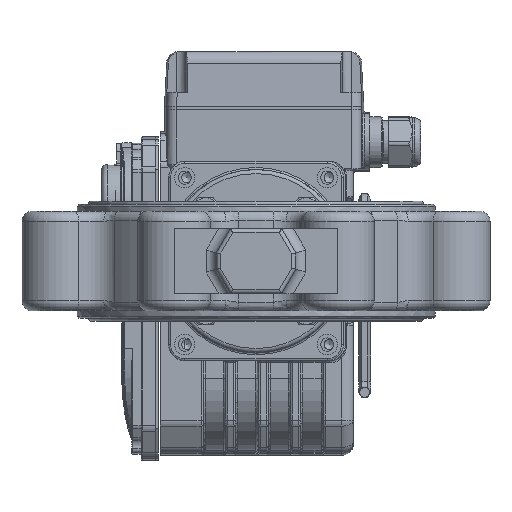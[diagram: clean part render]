
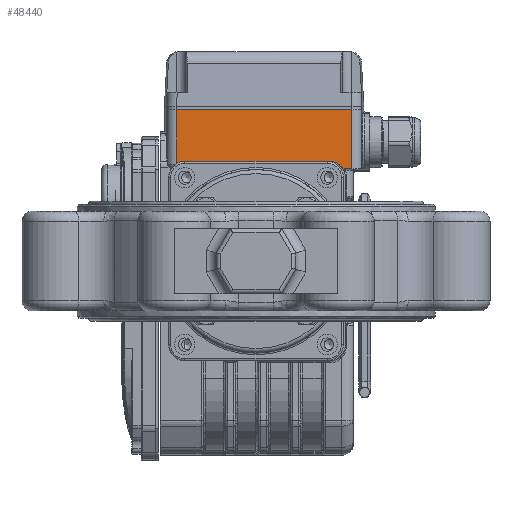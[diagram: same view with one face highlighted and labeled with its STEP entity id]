
A CAD part, front view. The second image highlights one B-rep face of the part: STEP entity #48440.
In plain terms, the highlighted face is planar.
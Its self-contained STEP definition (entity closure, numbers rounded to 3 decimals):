
#3919=LINE('',#81503,#7677);
#4269=LINE('',#83138,#8027);
#4271=LINE('',#83147,#8029);
#4272=LINE('',#83151,#8030);
#4273=LINE('',#83154,#8031);
#4274=LINE('',#83155,#8032);
#7677=VECTOR('',#59791,1000.);
#8027=VECTOR('',#61421,1000.);
#8029=VECTOR('',#61429,1000.);
#8030=VECTOR('',#61432,1000.);
#8031=VECTOR('',#61435,1000.);
#8032=VECTOR('',#61436,1000.);
#15656=ORIENTED_EDGE('',*,*,#27599,.T.);
#15657=ORIENTED_EDGE('',*,*,#26851,.T.);
#15658=ORIENTED_EDGE('',*,*,#27600,.T.);
#15659=ORIENTED_EDGE('',*,*,#27601,.T.);
#15660=ORIENTED_EDGE('',*,*,#27602,.T.);
#15661=ORIENTED_EDGE('',*,*,#26702,.T.);
#15662=ORIENTED_EDGE('',*,*,#27603,.F.);
#15663=ORIENTED_EDGE('',*,*,#27595,.F.);
#15664=ORIENTED_EDGE('',*,*,#27604,.T.);
#26702=EDGE_CURVE('',#33242,#33243,#37409,.T.);
#26851=EDGE_CURVE('',#33340,#33338,#3919,.T.);
#27595=EDGE_CURVE('',#33817,#33818,#4269,.T.);
#27599=EDGE_CURVE('',#33821,#33340,#4271,.T.);
#27600=EDGE_CURVE('',#33338,#33822,#37815,.T.);
#27601=EDGE_CURVE('',#33822,#33823,#4272,.T.);
#27602=EDGE_CURVE('',#33823,#33242,#37816,.T.);
#27603=EDGE_CURVE('',#33818,#33243,#4273,.T.);
#27604=EDGE_CURVE('',#33817,#33821,#4274,.T.);
#33242=VERTEX_POINT('',#80610);
#33243=VERTEX_POINT('',#80611);
#33338=VERTEX_POINT('',#81501);
#33340=VERTEX_POINT('',#81504);
#33817=VERTEX_POINT('',#83139);
#33818=VERTEX_POINT('',#83140);
#33821=VERTEX_POINT('',#83148);
#33822=VERTEX_POINT('',#83150);
#33823=VERTEX_POINT('',#83152);
#37409=CIRCLE('',#52232,1.);
#37815=CIRCLE('',#52992,8.);
#37816=CIRCLE('',#52993,8.);
#40374=EDGE_LOOP('',(#15656,#15657,#15658,#15659,#15660,#15661,#15662,#15663,
#15664));
#43867=FACE_BOUND('',#40374,.T.);
#46483=PLANE('',#52991);
#48440=ADVANCED_FACE('',(#43867),#46483,.T.);
#52232=AXIS2_PLACEMENT_3D('',#80609,#59500,#59501);
#52991=AXIS2_PLACEMENT_3D('',#83146,#61427,#61428);
#52992=AXIS2_PLACEMENT_3D('',#83149,#61430,#61431);
#52993=AXIS2_PLACEMENT_3D('',#83153,#61433,#61434);
#59500=DIRECTION('',(0.,0.,1.));
#59501=DIRECTION('',(-1.,0.,0.));
#59791=DIRECTION('',(0.,1.,0.));
#61421=DIRECTION('',(-1.,0.,0.));
#61427=DIRECTION('',(0.,0.,-1.));
#61428=DIRECTION('',(-1.,0.,0.));
#61429=DIRECTION('',(-1.,0.,0.));
#61430=DIRECTION('',(0.,0.,1.));
#61431=DIRECTION('',(-1.,0.,0.));
#61432=DIRECTION('',(0.,1.,0.));
#61433=DIRECTION('',(0.,0.,1.));
#61434=DIRECTION('',(-1.,0.,0.));
#61435=DIRECTION('',(0.,-1.,0.));
#61436=DIRECTION('',(0.,-1.,0.));
#80609=CARTESIAN_POINT('',(154.431,-3.708,-14.053));
#80610=CARTESIAN_POINT('',(154.042,-4.63,-14.053));
#80611=CARTESIAN_POINT('',(155.431,-3.708,-14.053));
#81501=CARTESIAN_POINT('',(157.431,-86.664,-14.053));
#81503=CARTESIAN_POINT('',(157.431,-88.614,-14.053));
#81504=CARTESIAN_POINT('',(157.431,-87.069,-14.053));
#83138=CARTESIAN_POINT('',(184.431,-0.931,-14.053));
#83139=CARTESIAN_POINT('',(184.431,-0.931,-14.053));
#83140=CARTESIAN_POINT('',(155.431,-0.931,-14.053));
#83146=CARTESIAN_POINT('',(184.431,0.,-14.053));
#83147=CARTESIAN_POINT('',(184.431,-87.069,-14.053));
#83148=CARTESIAN_POINT('',(184.431,-87.069,-14.053));
#83149=CARTESIAN_POINT('',(150.931,-82.,-14.053));
#83150=CARTESIAN_POINT('',(158.931,-82.,-14.053));
#83151=CARTESIAN_POINT('',(158.931,-82.,-14.053));
#83152=CARTESIAN_POINT('',(158.931,-12.,-14.053));
#83153=CARTESIAN_POINT('',(150.931,-12.,-14.053));
#83154=CARTESIAN_POINT('',(155.431,0.,-14.053));
#83155=CARTESIAN_POINT('',(184.431,0.,-14.053));
